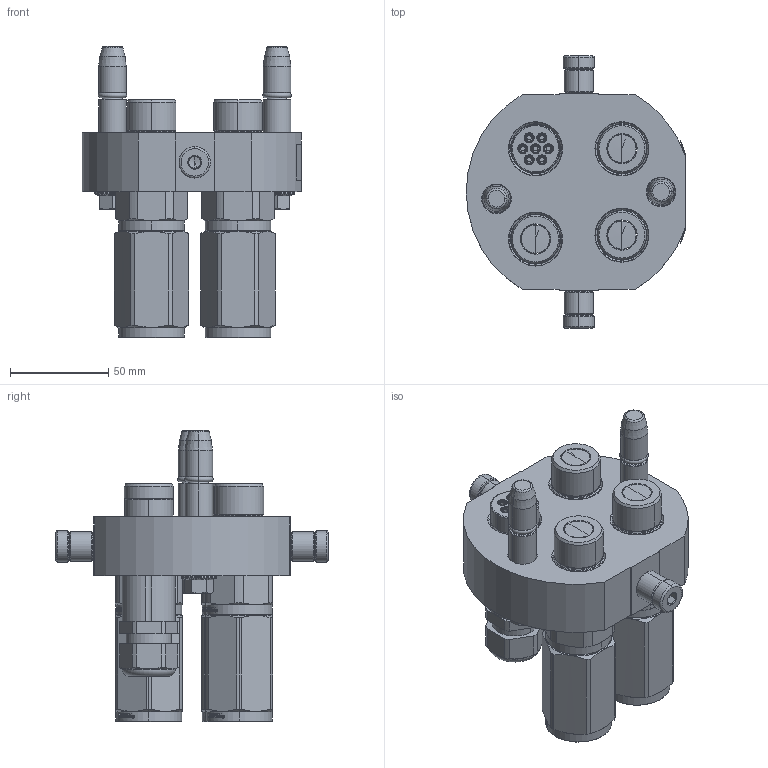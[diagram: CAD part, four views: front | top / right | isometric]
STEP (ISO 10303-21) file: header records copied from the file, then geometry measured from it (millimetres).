
FILE_DESCRIPTION (( 'STEP AP214' ), '1' );
FILE_NAME ('FASTER_DB.step', '2022-10-24T13:10:56', ( '' ), ( '' ), 'SwSTEP 2.0', 'SolidWorks 2017', '' );
FILE_SCHEMA (( 'AUTOMOTIVE_DESIGN' ));
Length unit declared in the file: millimetre
Products named in the file (14): conn_7p_m; 4830_021_0000_000; corspel08-7_m; 3ffnp12-12s_m; 4830_028_1000_011; 4830_044_0000_000; or2_62x9_19_m; P508_M_BASE; 4830_010_0000_022; 1540_080_0008_000; et002_piegata; 4830_013_3000_030; FASTER_DB
Assembly tree (22 placements, depth 3):
  FASTER_DB
    P508_M_BASE
      4830_010_0000_022
      4830_013_3000_030  x2
      4830_028_1000_011  x2
      4830_021_0000_000  x2
      1540_080_0008_000  x2
      or2_62x9_19_m  x2
    conn_7p_m
      4830_044_0000_000  x3
      corspel08-7_m
    3ffnp12-12s_m  x3
      3ffnp12-12s_m
    et002_piegata
Bounding box: 111.8 x 138.6 x 148.2 mm (x, y, z)
Volume: 2874.1 mm3; surface area: 126364.4 mm2
Topology: 5 solids, 61 shells, 1986 faces, 5684 edges, 3716 vertices
Faces by surface type: plane 978, cylinder 403, cone 342, torus 140, bspline 117, sphere 6
Entity records: 49401 total; most frequent: CARTESIAN_POINT 12630, ORIENTED_EDGE 6431, DIRECTION 6248, EDGE_CURVE 3422, VERTEX_POINT 2226, LINE 2120, VECTOR 2120, AXIS2_PLACEMENT_3D 2064
